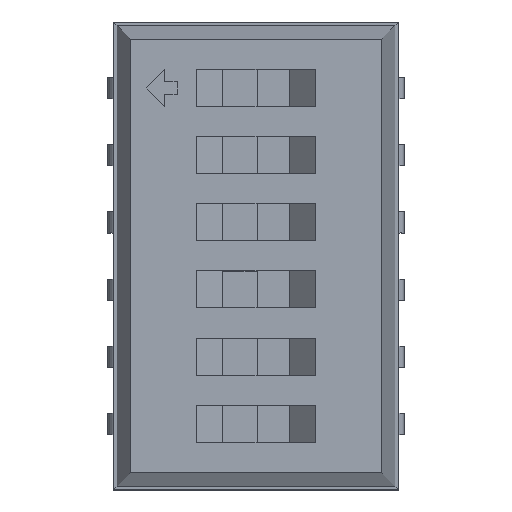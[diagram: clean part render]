
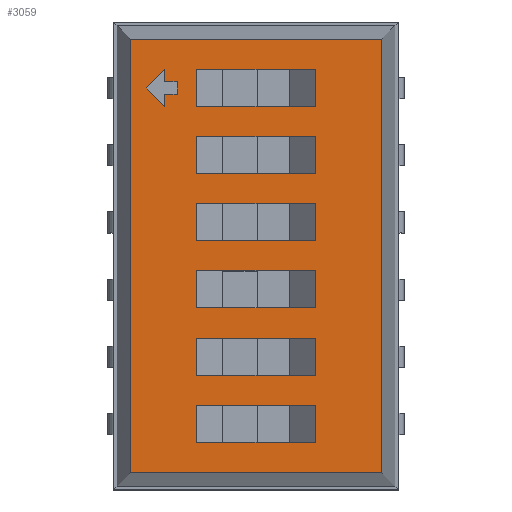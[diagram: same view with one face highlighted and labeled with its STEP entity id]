
A CAD part, top view. The second image highlights one B-rep face of the part: STEP entity #3059.
In plain terms, the highlighted planar face has unit normal (0, 0, 1).
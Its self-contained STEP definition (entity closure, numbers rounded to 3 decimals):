
#27=VECTOR('',#28,1.);
#28=DIRECTION('',(1.,0.,0.));
#51=VECTOR('',#52,1.);
#52=DIRECTION('',(0.,1.,0.));
#60=VECTOR('',#61,1.);
#61=DIRECTION('',(0.,-1.,0.));
#192=VECTOR('',#193,1.);
#193=DIRECTION('',(-1.,0.,0.));
#324=DIRECTION('',(0.,0.,-1.));
#3009=VERTEX_POINT('',#3010);
#3010=CARTESIAN_POINT('',(2.375,-4.1,2.65));
#3012=ORIENTED_EDGE('',*,*,#3013,.F.);
#3013=EDGE_CURVE('',#3014,#3009,#3016,.T.);
#3014=VERTEX_POINT('',#3015);
#3015=CARTESIAN_POINT('',(-2.375,-4.1,2.65));
#3016=LINE('',#3015,#27);
#3051=VERTEX_POINT('',#3052);
#3052=CARTESIAN_POINT('',(2.375,4.1,2.65));
#3054=ORIENTED_EDGE('',*,*,#3055,.F.);
#3055=EDGE_CURVE('',#3009,#3051,#3056,.T.);
#3056=LINE('',#3010,#51);
#3059=ADVANCED_FACE('',(#3060,#3070,#3092,#3114,#3136,#3158,#3180,#3202),#3247,.F.);
#3060=FACE_BOUND('',#3061,.F.);
#3061=EDGE_LOOP('',(#3054,#3012,#3062,#3067));
#3062=ORIENTED_EDGE('',*,*,#3063,.F.);
#3063=EDGE_CURVE('',#3064,#3014,#3066,.T.);
#3064=VERTEX_POINT('',#3065);
#3065=CARTESIAN_POINT('',(-2.375,4.1,2.65));
#3066=LINE('',#3065,#60);
#3067=ORIENTED_EDGE('',*,*,#3068,.F.);
#3068=EDGE_CURVE('',#3051,#3064,#3069,.T.);
#3069=LINE('',#3052,#192);
#3070=FACE_BOUND('',#3071,.F.);
#3071=EDGE_LOOP('',(#3072,#3079,#3084,#3089));
#3072=ORIENTED_EDGE('',*,*,#3073,.T.);
#3073=EDGE_CURVE('',#3074,#3076,#3078,.T.);
#3074=VERTEX_POINT('',#3075);
#3075=CARTESIAN_POINT('',(1.125,-0.985,2.65));
#3076=VERTEX_POINT('',#3077);
#3077=CARTESIAN_POINT('',(1.125,-0.285,2.65));
#3078=LINE('',#3075,#51);
#3079=ORIENTED_EDGE('',*,*,#3080,.T.);
#3080=EDGE_CURVE('',#3076,#3081,#3083,.T.);
#3081=VERTEX_POINT('',#3082);
#3082=CARTESIAN_POINT('',(-1.125,-0.285,2.65));
#3083=LINE('',#3077,#192);
#3084=ORIENTED_EDGE('',*,*,#3085,.T.);
#3085=EDGE_CURVE('',#3081,#3086,#3088,.T.);
#3086=VERTEX_POINT('',#3087);
#3087=CARTESIAN_POINT('',(-1.125,-0.985,2.65));
#3088=LINE('',#3082,#60);
#3089=ORIENTED_EDGE('',*,*,#3090,.T.);
#3090=EDGE_CURVE('',#3086,#3074,#3091,.T.);
#3091=LINE('',#3087,#27);
#3092=FACE_BOUND('',#3093,.F.);
#3093=EDGE_LOOP('',(#3094,#3101,#3106,#3111));
#3094=ORIENTED_EDGE('',*,*,#3095,.T.);
#3095=EDGE_CURVE('',#3096,#3098,#3100,.T.);
#3096=VERTEX_POINT('',#3097);
#3097=CARTESIAN_POINT('',(-1.125,-1.555,2.65));
#3098=VERTEX_POINT('',#3099);
#3099=CARTESIAN_POINT('',(-1.125,-2.255,2.65));
#3100=LINE('',#3097,#60);
#3101=ORIENTED_EDGE('',*,*,#3102,.T.);
#3102=EDGE_CURVE('',#3098,#3103,#3105,.T.);
#3103=VERTEX_POINT('',#3104);
#3104=CARTESIAN_POINT('',(1.125,-2.255,2.65));
#3105=LINE('',#3099,#27);
#3106=ORIENTED_EDGE('',*,*,#3107,.T.);
#3107=EDGE_CURVE('',#3103,#3108,#3110,.T.);
#3108=VERTEX_POINT('',#3109);
#3109=CARTESIAN_POINT('',(1.125,-1.555,2.65));
#3110=LINE('',#3104,#51);
#3111=ORIENTED_EDGE('',*,*,#3112,.T.);
#3112=EDGE_CURVE('',#3108,#3096,#3113,.T.);
#3113=LINE('',#3109,#192);
#3114=FACE_BOUND('',#3115,.F.);
#3115=EDGE_LOOP('',(#3116,#3123,#3128,#3133));
#3116=ORIENTED_EDGE('',*,*,#3117,.T.);
#3117=EDGE_CURVE('',#3118,#3120,#3122,.T.);
#3118=VERTEX_POINT('',#3119);
#3119=CARTESIAN_POINT('',(-1.125,-3.525,2.65));
#3120=VERTEX_POINT('',#3121);
#3121=CARTESIAN_POINT('',(1.125,-3.525,2.65));
#3122=LINE('',#3119,#27);
#3123=ORIENTED_EDGE('',*,*,#3124,.T.);
#3124=EDGE_CURVE('',#3120,#3125,#3127,.T.);
#3125=VERTEX_POINT('',#3126);
#3126=CARTESIAN_POINT('',(1.125,-2.825,2.65));
#3127=LINE('',#3121,#51);
#3128=ORIENTED_EDGE('',*,*,#3129,.T.);
#3129=EDGE_CURVE('',#3125,#3130,#3132,.T.);
#3130=VERTEX_POINT('',#3131);
#3131=CARTESIAN_POINT('',(-1.125,-2.825,2.65));
#3132=LINE('',#3126,#192);
#3133=ORIENTED_EDGE('',*,*,#3134,.T.);
#3134=EDGE_CURVE('',#3130,#3118,#3135,.T.);
#3135=LINE('',#3131,#60);
#3136=FACE_BOUND('',#3137,.F.);
#3137=EDGE_LOOP('',(#3138,#3145,#3150,#3155));
#3138=ORIENTED_EDGE('',*,*,#3139,.T.);
#3139=EDGE_CURVE('',#3140,#3142,#3144,.T.);
#3140=VERTEX_POINT('',#3141);
#3141=CARTESIAN_POINT('',(1.125,1.555,2.65));
#3142=VERTEX_POINT('',#3143);
#3143=CARTESIAN_POINT('',(1.125,2.255,2.65));
#3144=LINE('',#3141,#51);
#3145=ORIENTED_EDGE('',*,*,#3146,.T.);
#3146=EDGE_CURVE('',#3142,#3147,#3149,.T.);
#3147=VERTEX_POINT('',#3148);
#3148=CARTESIAN_POINT('',(-1.125,2.255,2.65));
#3149=LINE('',#3143,#192);
#3150=ORIENTED_EDGE('',*,*,#3151,.T.);
#3151=EDGE_CURVE('',#3147,#3152,#3154,.T.);
#3152=VERTEX_POINT('',#3153);
#3153=CARTESIAN_POINT('',(-1.125,1.555,2.65));
#3154=LINE('',#3148,#60);
#3155=ORIENTED_EDGE('',*,*,#3156,.T.);
#3156=EDGE_CURVE('',#3152,#3140,#3157,.T.);
#3157=LINE('',#3153,#27);
#3158=FACE_BOUND('',#3159,.F.);
#3159=EDGE_LOOP('',(#3160,#3167,#3172,#3177));
#3160=ORIENTED_EDGE('',*,*,#3161,.T.);
#3161=EDGE_CURVE('',#3162,#3164,#3166,.T.);
#3162=VERTEX_POINT('',#3163);
#3163=CARTESIAN_POINT('',(1.125,2.825,2.65));
#3164=VERTEX_POINT('',#3165);
#3165=CARTESIAN_POINT('',(1.125,3.525,2.65));
#3166=LINE('',#3163,#51);
#3167=ORIENTED_EDGE('',*,*,#3168,.T.);
#3168=EDGE_CURVE('',#3164,#3169,#3171,.T.);
#3169=VERTEX_POINT('',#3170);
#3170=CARTESIAN_POINT('',(-1.125,3.525,2.65));
#3171=LINE('',#3165,#192);
#3172=ORIENTED_EDGE('',*,*,#3173,.T.);
#3173=EDGE_CURVE('',#3169,#3174,#3176,.T.);
#3174=VERTEX_POINT('',#3175);
#3175=CARTESIAN_POINT('',(-1.125,2.825,2.65));
#3176=LINE('',#3170,#60);
#3177=ORIENTED_EDGE('',*,*,#3178,.T.);
#3178=EDGE_CURVE('',#3174,#3162,#3179,.T.);
#3179=LINE('',#3175,#27);
#3180=FACE_BOUND('',#3181,.F.);
#3181=EDGE_LOOP('',(#3182,#3189,#3194,#3199));
#3182=ORIENTED_EDGE('',*,*,#3183,.T.);
#3183=EDGE_CURVE('',#3184,#3186,#3188,.T.);
#3184=VERTEX_POINT('',#3185);
#3185=CARTESIAN_POINT('',(1.125,0.285,2.65));
#3186=VERTEX_POINT('',#3187);
#3187=CARTESIAN_POINT('',(1.125,0.985,2.65));
#3188=LINE('',#3185,#51);
#3189=ORIENTED_EDGE('',*,*,#3190,.T.);
#3190=EDGE_CURVE('',#3186,#3191,#3193,.T.);
#3191=VERTEX_POINT('',#3192);
#3192=CARTESIAN_POINT('',(-1.125,0.985,2.65));
#3193=LINE('',#3187,#192);
#3194=ORIENTED_EDGE('',*,*,#3195,.T.);
#3195=EDGE_CURVE('',#3191,#3196,#3198,.T.);
#3196=VERTEX_POINT('',#3197);
#3197=CARTESIAN_POINT('',(-1.125,0.285,2.65));
#3198=LINE('',#3192,#60);
#3199=ORIENTED_EDGE('',*,*,#3200,.T.);
#3200=EDGE_CURVE('',#3196,#3184,#3201,.T.);
#3201=LINE('',#3197,#27);
#3202=FACE_BOUND('',#3203,.F.);
#3203=EDGE_LOOP('',(#3204,#3213,#3218,#3225,#3230,#3237,#3244));
#3204=ORIENTED_EDGE('',*,*,#3205,.T.);
#3205=EDGE_CURVE('',#3206,#3208,#3210,.T.);
#3206=VERTEX_POINT('',#3207);
#3207=CARTESIAN_POINT('',(-1.725,3.058,2.65));
#3208=VERTEX_POINT('',#3209);
#3209=CARTESIAN_POINT('',(-1.492,3.058,2.65));
#3210=LINE('',#3207,#3211);
#3211=VECTOR('',#3212,1.);
#3212=DIRECTION('',(1.,0.,0.));
#3213=ORIENTED_EDGE('',*,*,#3214,.T.);
#3214=EDGE_CURVE('',#3208,#3215,#3217,.T.);
#3215=VERTEX_POINT('',#3216);
#3216=CARTESIAN_POINT('',(-1.492,3.292,2.65));
#3217=LINE('',#3209,#51);
#3218=ORIENTED_EDGE('',*,*,#3219,.T.);
#3219=EDGE_CURVE('',#3215,#3220,#3222,.T.);
#3220=VERTEX_POINT('',#3221);
#3221=CARTESIAN_POINT('',(-1.725,3.292,2.65));
#3222=LINE('',#3216,#3223);
#3223=VECTOR('',#3224,1.);
#3224=DIRECTION('',(-1.,0.,0.));
#3225=ORIENTED_EDGE('',*,*,#3226,.T.);
#3226=EDGE_CURVE('',#3220,#3227,#3229,.T.);
#3227=VERTEX_POINT('',#3228);
#3228=CARTESIAN_POINT('',(-1.725,3.525,2.65));
#3229=LINE('',#3221,#51);
#3230=ORIENTED_EDGE('',*,*,#3231,.T.);
#3231=EDGE_CURVE('',#3227,#3232,#3234,.T.);
#3232=VERTEX_POINT('',#3233);
#3233=CARTESIAN_POINT('',(-2.075,3.175,2.65));
#3234=LINE('',#3228,#3235);
#3235=VECTOR('',#3236,1.);
#3236=DIRECTION('',(-0.707,-0.707,0.));
#3237=ORIENTED_EDGE('',*,*,#3238,.T.);
#3238=EDGE_CURVE('',#3232,#3239,#3241,.T.);
#3239=VERTEX_POINT('',#3240);
#3240=CARTESIAN_POINT('',(-1.725,2.825,2.65));
#3241=LINE('',#3233,#3242);
#3242=VECTOR('',#3243,1.);
#3243=DIRECTION('',(0.707,-0.707,0.));
#3244=ORIENTED_EDGE('',*,*,#3245,.T.);
#3245=EDGE_CURVE('',#3239,#3206,#3246,.T.);
#3246=LINE('',#3240,#51);
#3247=PLANE('',#3248);
#3248=AXIS2_PLACEMENT_3D('',#3010,#324,#3249);
#3249=DIRECTION('',(-0.501,0.865,0.));
